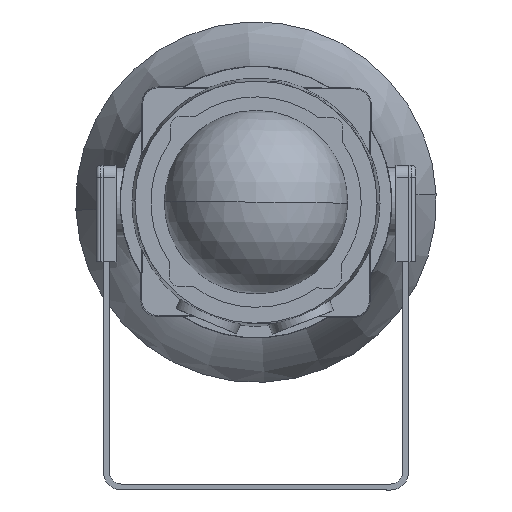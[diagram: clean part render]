
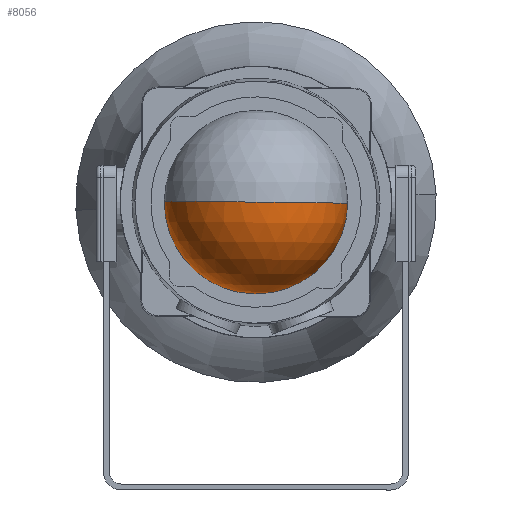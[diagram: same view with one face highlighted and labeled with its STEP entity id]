
A CAD part, left-side view. The second image highlights one B-rep face of the part: STEP entity #8056.
In plain terms, the highlighted spherical face has radius 46.2 mm.
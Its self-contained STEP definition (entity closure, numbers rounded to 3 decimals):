
#103 = CARTESIAN_POINT ( 'NONE',  ( 49.3, 0., -46.2 ) ) ;
#366 = EDGE_CURVE ( 'NONE', #4954, #7810, #1322, .T. ) ;
#1237 = CARTESIAN_POINT ( 'NONE',  ( 49.3, 0., 0. ) ) ;
#1322 = CIRCLE ( 'NONE', #7018, 46.2 ) ;
#1346 = SPHERICAL_SURFACE ( 'NONE', #3068, 46.2 ) ;
#1628 = CARTESIAN_POINT ( 'NONE',  ( 49.3, 0., 46.2 ) ) ;
#1644 = CARTESIAN_POINT ( 'NONE',  ( 49.3, 0., 0. ) ) ;
#1923 = DIRECTION ( 'NONE',  ( 0., -1., 0. ) ) ;
#1985 = CARTESIAN_POINT ( 'NONE',  ( 49.3, 0., 0. ) ) ;
#2672 = DIRECTION ( 'NONE',  ( 0., 0., 1. ) ) ;
#3068 = AXIS2_PLACEMENT_3D ( 'NONE', #1237, #1923, #7313 ) ;
#3473 = CIRCLE ( 'NONE', #7180, 46.2 ) ;
#3636 = ORIENTED_EDGE ( 'NONE', *, *, #4021, .T. ) ;
#3999 = CARTESIAN_POINT ( 'NONE',  ( 49.3, 0., 0. ) ) ;
#4019 = CIRCLE ( 'NONE', #7928, 46.2 ) ;
#4021 = EDGE_CURVE ( 'NONE', #4954, #8215, #4019, .T. ) ;
#4678 = DIRECTION ( 'NONE',  ( 0., 0., 1. ) ) ;
#4954 = VERTEX_POINT ( 'NONE', #7133 ) ;
#5842 = EDGE_CURVE ( 'NONE', #7810, #8215, #3473, .T. ) ;
#6025 = ORIENTED_EDGE ( 'NONE', *, *, #5842, .F. ) ;
#6495 = ORIENTED_EDGE ( 'NONE', *, *, #366, .F. ) ;
#6691 = DIRECTION ( 'NONE',  ( -1., 0., 0. ) ) ;
#7018 = AXIS2_PLACEMENT_3D ( 'NONE', #1644, #8625, #7622 ) ;
#7053 = EDGE_LOOP ( 'NONE', ( #6495, #3636, #6025 ) ) ;
#7133 = CARTESIAN_POINT ( 'NONE',  ( 95.5, 0., 0. ) ) ;
#7180 = AXIS2_PLACEMENT_3D ( 'NONE', #1985, #6691, #2672 ) ;
#7313 = DIRECTION ( 'NONE',  ( 0., 0., -1. ) ) ;
#7622 = DIRECTION ( 'NONE',  ( 0., 0., -1. ) ) ;
#7810 = VERTEX_POINT ( 'NONE', #1628 ) ;
#7928 = AXIS2_PLACEMENT_3D ( 'NONE', #3999, #8707, #4678 ) ;
#8056 = ADVANCED_FACE ( 'NONE', ( #8293 ), #1346, .T. ) ;
#8215 = VERTEX_POINT ( 'NONE', #103 ) ;
#8293 = FACE_OUTER_BOUND ( 'NONE', #7053, .T. ) ;
#8625 = DIRECTION ( 'NONE',  ( 0., -1., 0. ) ) ;
#8707 = DIRECTION ( 'NONE',  ( 0., 1., 0. ) ) ;
